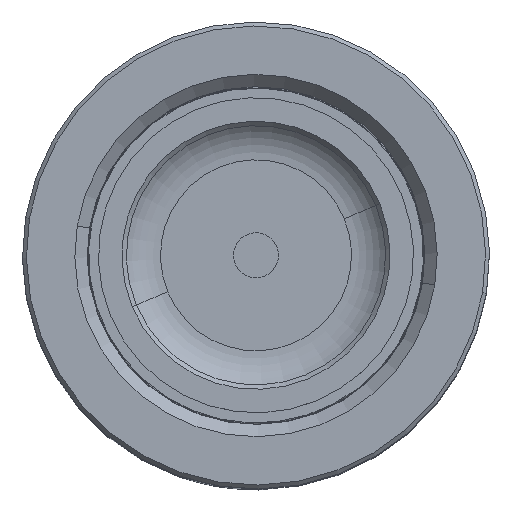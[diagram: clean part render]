
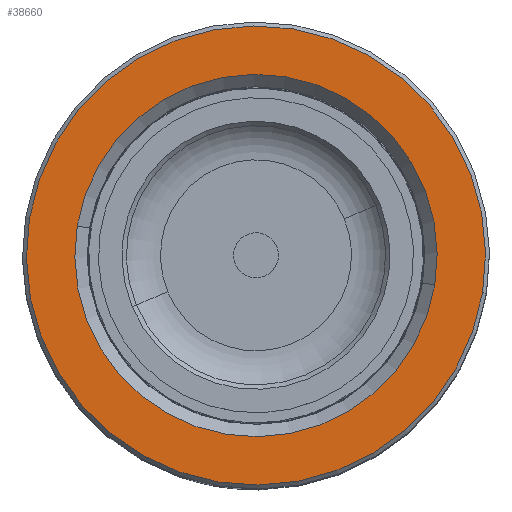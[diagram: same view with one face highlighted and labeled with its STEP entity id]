
A CAD part, top view. The second image highlights one B-rep face of the part: STEP entity #38660.
In plain terms, the highlighted planar face has unit normal (0, 0, 1).
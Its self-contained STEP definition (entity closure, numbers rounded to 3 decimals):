
#248 = CARTESIAN_POINT ( 'NONE',  ( -40.8, 0., 100. ) ) ;
#863 = AXIS2_PLACEMENT_3D ( 'NONE', #39105, #27395, #27035 ) ;
#4551 = EDGE_CURVE ( 'NONE', #29016, #7998, #31268, .T. ) ;
#5157 = DIRECTION ( 'NONE',  ( 0., 0., 1. ) ) ;
#6646 = CARTESIAN_POINT ( 'NONE',  ( 32.2, 0., 100. ) ) ;
#7998 = VERTEX_POINT ( 'NONE', #37043 ) ;
#8832 = PLANE ( 'NONE',  #24176 ) ;
#12150 = ORIENTED_EDGE ( 'NONE', *, *, #4551, .T. ) ;
#12626 = DIRECTION ( 'NONE',  ( 1., 0., 0. ) ) ;
#12798 = CARTESIAN_POINT ( 'NONE',  ( 0., 0., 100. ) ) ;
#13481 = EDGE_LOOP ( 'NONE', ( #21160, #25645 ) ) ;
#14476 = CARTESIAN_POINT ( 'NONE',  ( 40.8, 0., 100. ) ) ;
#16927 = DIRECTION ( 'NONE',  ( 0., 0., -1. ) ) ;
#17105 = CARTESIAN_POINT ( 'NONE',  ( 0., 0., 100. ) ) ;
#17870 = DIRECTION ( 'NONE',  ( 1., 0., 0. ) ) ;
#19747 = AXIS2_PLACEMENT_3D ( 'NONE', #12798, #40632, #12626 ) ;
#19801 = FACE_OUTER_BOUND ( 'NONE', #13481, .T. ) ;
#19921 = EDGE_LOOP ( 'NONE', ( #12150, #47916 ) ) ;
#20893 = DIRECTION ( 'NONE',  ( 0., 0., 1. ) ) ;
#20995 = DIRECTION ( 'NONE',  ( 1., 0., 0. ) ) ;
#21160 = ORIENTED_EDGE ( 'NONE', *, *, #44338, .T. ) ;
#24176 = AXIS2_PLACEMENT_3D ( 'NONE', #48892, #20893, #17870 ) ;
#25109 = CIRCLE ( 'NONE', #863, 40.8 ) ;
#25645 = ORIENTED_EDGE ( 'NONE', *, *, #29916, .T. ) ;
#27035 = DIRECTION ( 'NONE',  ( 1., 0., 0. ) ) ;
#27395 = DIRECTION ( 'NONE',  ( 0., 0., 1. ) ) ;
#28479 = CIRCLE ( 'NONE', #52090, 40.8 ) ;
#29016 = VERTEX_POINT ( 'NONE', #6646 ) ;
#29432 = CARTESIAN_POINT ( 'NONE',  ( 0., 0., 100. ) ) ;
#29916 = EDGE_CURVE ( 'NONE', #34742, #33168, #25109, .T. ) ;
#30553 = CIRCLE ( 'NONE', #19747, 32.2 ) ;
#31268 = CIRCLE ( 'NONE', #35660, 32.2 ) ;
#33168 = VERTEX_POINT ( 'NONE', #248 ) ;
#33497 = DIRECTION ( 'NONE',  ( 1., 0., 0. ) ) ;
#34742 = VERTEX_POINT ( 'NONE', #14476 ) ;
#35660 = AXIS2_PLACEMENT_3D ( 'NONE', #17105, #16927, #20995 ) ;
#37043 = CARTESIAN_POINT ( 'NONE',  ( -32.2, 0., 100. ) ) ;
#37983 = EDGE_CURVE ( 'NONE', #7998, #29016, #30553, .T. ) ;
#38660 = ADVANCED_FACE ( 'NONE', ( #19801, #50219 ), #8832, .T. ) ;
#39105 = CARTESIAN_POINT ( 'NONE',  ( 0., 0., 100. ) ) ;
#40632 = DIRECTION ( 'NONE',  ( 0., 0., -1. ) ) ;
#44338 = EDGE_CURVE ( 'NONE', #33168, #34742, #28479, .T. ) ;
#47916 = ORIENTED_EDGE ( 'NONE', *, *, #37983, .T. ) ;
#48892 = CARTESIAN_POINT ( 'NONE',  ( 0., 0., 100. ) ) ;
#50219 = FACE_BOUND ( 'NONE', #19921, .T. ) ;
#52090 = AXIS2_PLACEMENT_3D ( 'NONE', #29432, #5157, #33497 ) ;
